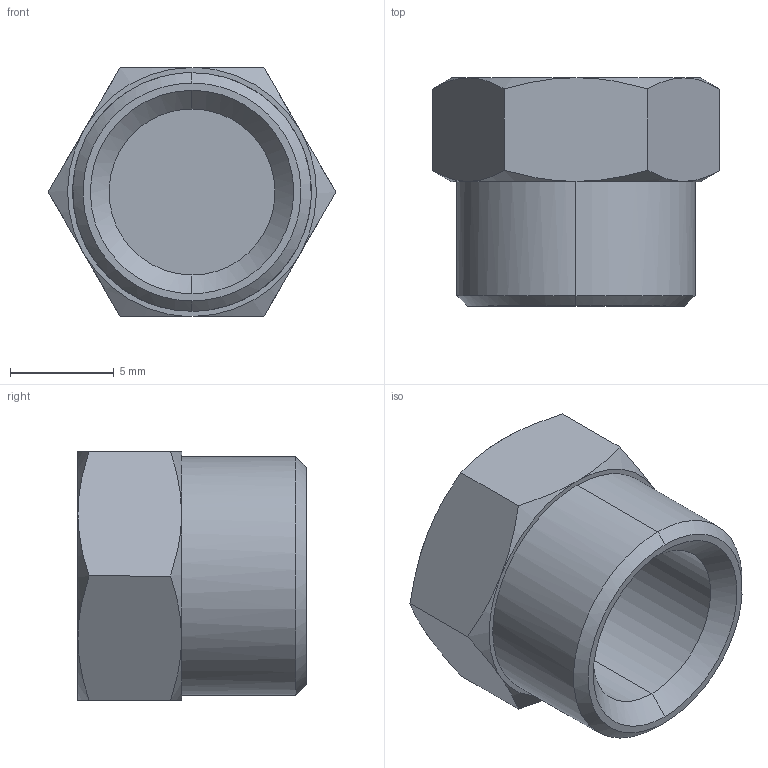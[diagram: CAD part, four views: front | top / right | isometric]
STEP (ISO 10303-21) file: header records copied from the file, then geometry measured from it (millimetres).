
FILE_DESCRIPTION (( 'STEP AP214' ), '1' );
FILE_NAME ('DRF.KAP01.STEP', '2018-09-05T07:42:27', ( '' ), ( '' ), 'SwSTEP 2.0', 'SolidWorks 2018', '' );
FILE_SCHEMA (( 'AUTOMOTIVE_DESIGN' ));
Length unit declared in the file: millimetre
Products named in the file (1): DRF.KAP01
Bounding box: 13.86 x 11 x 12 mm (x, y, z)
Volume: 800.5 mm3; surface area: 853 mm2
Topology: 1 solids, 1 shells, 30 faces, 62 edges, 36 vertices
Faces by surface type: bspline 30
Entity records: 1322 total; most frequent: CARTESIAN_POINT 900, ORIENTED_EDGE 124, EDGE_CURVE 62, B_SPLINE_CURVE_WITH_KNOTS 55, VERTEX_POINT 36, EDGE_LOOP 32, FACE_OUTER_BOUND 30, ADVANCED_FACE 30
